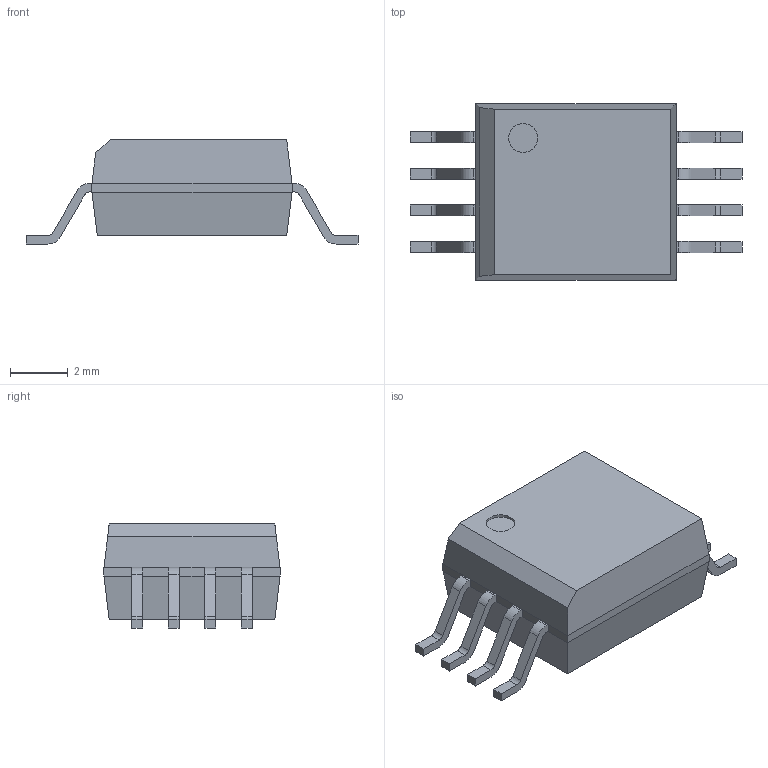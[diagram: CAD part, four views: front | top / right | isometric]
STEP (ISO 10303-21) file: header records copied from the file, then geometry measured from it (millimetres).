
FILE_DESCRIPTION((''),'2;1');
FILE_NAME('AVAGO_ACPL-C87B.stp','2013-08-13T13:34:04',(''),(''),'Mechanical Desktop 2011','Mechanical Desktop 2011',', , ');
FILE_SCHEMA(('AUTOMOTIVE_DESIGN { 1 2 10303 214 1 1 1 1 }'));
Length unit declared in the file: millimetre
Products named in the file (1): Product
Bounding box: 11.5 x 6.1 x 3.61 mm (x, y, z)
Volume: 135.2 mm3; surface area: 195.9 mm2
Topology: 9 solids, 9 shells, 130 faces, 325 edges, 214 vertices
Faces by surface type: bspline 56, plane 56, cylinder 18
Entity records: 4105 total; most frequent: CARTESIAN_POINT 1062, ORIENTED_EDGE 650, DIRECTION 543, EDGE_CURVE 325, VECTOR 257, LINE 257, VERTEX_POINT 214, AXIS2_PLACEMENT_3D 143
